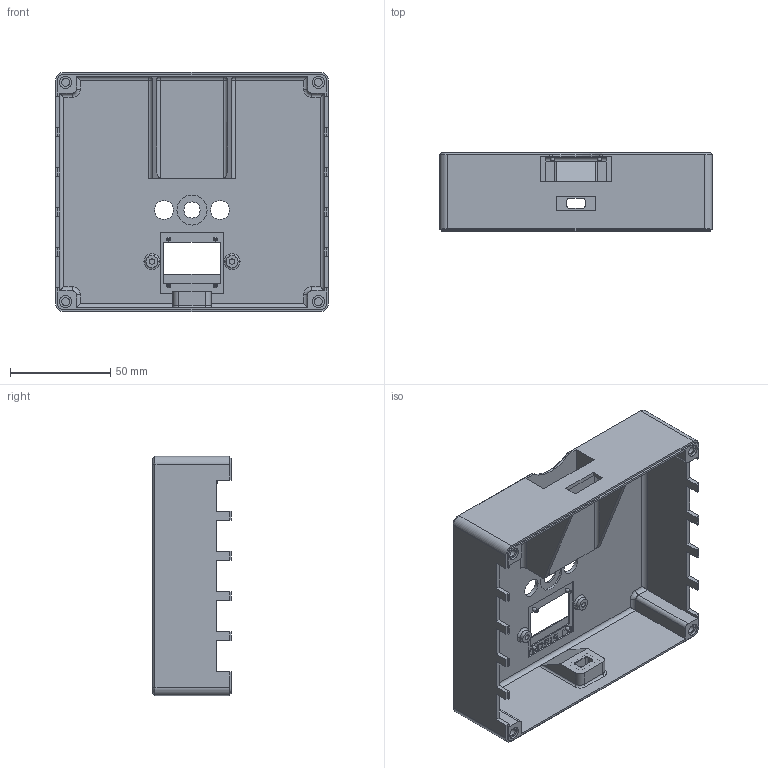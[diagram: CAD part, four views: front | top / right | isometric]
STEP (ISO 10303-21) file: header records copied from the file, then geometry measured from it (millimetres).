
FILE_DESCRIPTION((''),'2;1');
FILE_NAME('CASE_TOP_V2','2021-07-07T14:41:33',('pka59815'),(''),'CREO PARAMETRIC BY PTC INC, 2019292','CREO PARAMETRIC BY PTC INC, 2019292','');
FILE_SCHEMA(('CONFIG_CONTROL_DESIGN'));
Length unit declared in the file: millimetre
Products named in the file (1): CASE_TOP_V2
Bounding box: 136.4 x 39 x 119.6 mm (x, y, z)
Volume: 83728.4 mm3; surface area: 76843.2 mm2
Topology: 1 solids, 1 shells, 1390 faces, 3846 edges, 2538 vertices
Faces by surface type: extrusion 754, plane 471, cylinder 128, cone 15, torus 14, sphere 8
Entity records: 46373 total; most frequent: CARTESIAN_POINT 13578, ORIENTED_EDGE 7692, DIRECTION 4613, EDGE_CURVE 3846, VECTOR 2811, VERTEX_POINT 2538, B_SPLINE_CURVE_WITH_KNOTS 2278, LINE 2057
